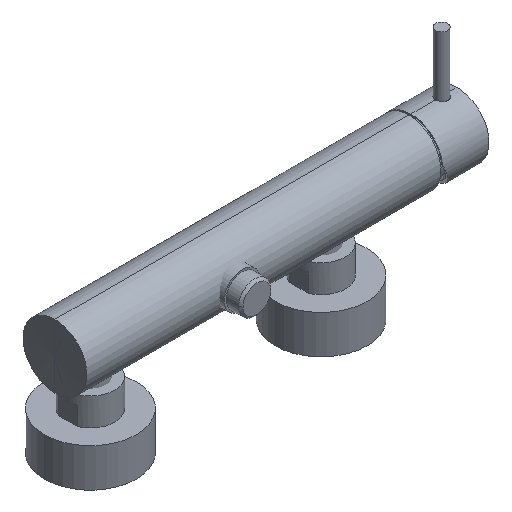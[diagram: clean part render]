
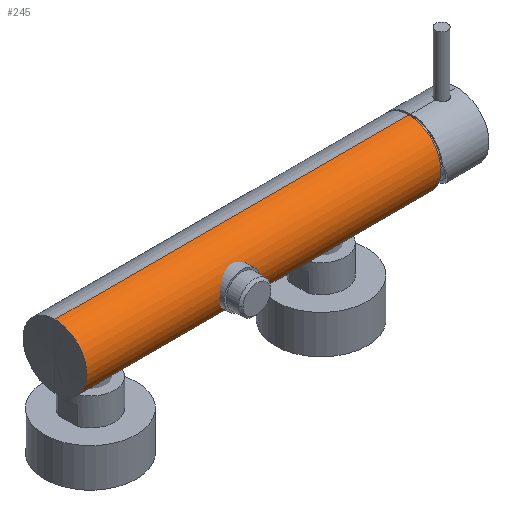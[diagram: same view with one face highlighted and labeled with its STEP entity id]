
A CAD part, isometric view. The second image highlights one B-rep face of the part: STEP entity #245.
In plain terms, the highlighted cylindrical face has radius 20.75 mm (diameter 41.5 mm), a partial arc.
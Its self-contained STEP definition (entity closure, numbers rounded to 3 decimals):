
#35=CARTESIAN_POINT('',(132.,0.,0.));
#36=DIRECTION('',(1.,0.,0.));
#37=DIRECTION('',(0.,0.,1.));
#38=AXIS2_PLACEMENT_3D('',#35,#36,#37);
#40=CARTESIAN_POINT('',(-85.,0.,-20.75));
#58=CARTESIAN_POINT('',(-65.,0.,-20.75));
#60=DIRECTION('',(1.,0.,0.));
#61=VECTOR('',#60,130.);
#62=CARTESIAN_POINT('',(-65.,0.,-20.75));
#63=LINE('',#62,#61);
#64=CARTESIAN_POINT('',(65.,0.,-20.75));
#82=CARTESIAN_POINT('',(85.,0.,-20.75));
#84=DIRECTION('',(1.,0.,0.));
#85=VECTOR('',#84,47.);
#86=CARTESIAN_POINT('',(85.,0.,-20.75));
#87=LINE('',#86,#85);
#93=DIRECTION('',(1.,0.,0.));
#94=VECTOR('',#93,13.);
#95=CARTESIAN_POINT('',(-98.,0.,-20.75));
#96=LINE('',#95,#94);
#97=CARTESIAN_POINT('',(-65.,0.,-20.75));
#98=CARTESIAN_POINT('',(-65.,-0.673,-20.75));
#99=CARTESIAN_POINT('',(-65.133,-1.991,-20.685));
#100=CARTESIAN_POINT('',(-65.72,-3.898,
-20.409));
#101=CARTESIAN_POINT('',(-66.652,-5.619,
-19.998));
#102=CARTESIAN_POINT('',(-67.891,-7.122,
-19.508));
#103=CARTESIAN_POINT('',(-69.398,-8.36,
-19.004));
#104=CARTESIAN_POINT('',(-71.13,-9.291,
-18.56));
#105=CARTESIAN_POINT('',(-73.044,-9.875,
-18.251));
#106=CARTESIAN_POINT('',(-75.059,-10.068,
-18.143));
#107=CARTESIAN_POINT('',(-77.078,-9.851,
-18.264));
#108=CARTESIAN_POINT('',(-78.99,-9.24,
-18.586));
#109=CARTESIAN_POINT('',(-80.697,-8.294,
-19.033));
#110=CARTESIAN_POINT('',(-82.175,-7.054,
-19.532));
#111=CARTESIAN_POINT('',(-83.386,-5.56,
-20.014));
#112=CARTESIAN_POINT('',(-84.297,-3.852,
-20.417));
#113=CARTESIAN_POINT('',(-84.87,-1.967,
-20.687));
#114=CARTESIAN_POINT('',(-85.,-0.665,-20.75));
#115=CARTESIAN_POINT('',(-85.,0.,-20.75));
#117=CARTESIAN_POINT('',(-98.,0.,0.));
#118=DIRECTION('',(1.,0.,0.));
#119=DIRECTION('',(0.,0.,1.));
#120=AXIS2_PLACEMENT_3D('',#117,#118,#119);
#122=DIRECTION('',(1.,0.,0.));
#123=VECTOR('',#122,230.);
#124=CARTESIAN_POINT('',(-98.,0.,20.75));
#125=LINE('',#124,#123);
#126=CARTESIAN_POINT('',(85.,0.,-20.75));
#127=CARTESIAN_POINT('',(85.,-0.665,-20.75));
#128=CARTESIAN_POINT('',(84.87,-1.967,-20.687));
#129=CARTESIAN_POINT('',(84.297,-3.852,-20.417));
#130=CARTESIAN_POINT('',(83.386,-5.56,-20.014));
#131=CARTESIAN_POINT('',(82.175,-7.054,-19.532));
#132=CARTESIAN_POINT('',(80.697,-8.294,-19.033));
#133=CARTESIAN_POINT('',(78.99,-9.24,-18.586));
#134=CARTESIAN_POINT('',(77.078,-9.851,-18.264));
#135=CARTESIAN_POINT('',(75.059,-10.068,-18.143));
#136=CARTESIAN_POINT('',(73.044,-9.875,-18.251));
#137=CARTESIAN_POINT('',(71.13,-9.291,-18.56));
#138=CARTESIAN_POINT('',(69.398,-8.36,-19.004));
#139=CARTESIAN_POINT('',(67.891,-7.122,-19.508));
#140=CARTESIAN_POINT('',(66.652,-5.619,-19.998));
#141=CARTESIAN_POINT('',(65.72,-3.898,-20.409));
#142=CARTESIAN_POINT('',(65.133,-1.991,-20.685));
#143=CARTESIAN_POINT('',(65.,-0.673,-20.75));
#144=CARTESIAN_POINT('',(65.,0.,-20.75));
#154=CARTESIAN_POINT('',(132.,0.,-20.75));
#155=CARTESIAN_POINT('',(132.,0.,20.75));
#156=VERTEX_POINT('',#154);
#157=VERTEX_POINT('',#155);
#158=CARTESIAN_POINT('',(-98.,0.,-20.75));
#159=CARTESIAN_POINT('',(-98.,0.,20.75));
#160=VERTEX_POINT('',#158);
#161=VERTEX_POINT('',#159);
#164=VERTEX_POINT('',#64);
#165=VERTEX_POINT('',#82);
#166=VERTEX_POINT('',#58);
#167=VERTEX_POINT('',#40);
#227=CARTESIAN_POINT('',(-98.,0.,0.));
#228=DIRECTION('',(1.,0.,0.));
#229=DIRECTION('',(0.,0.,-1.));
#230=AXIS2_PLACEMENT_3D('',#227,#228,#229);
#231=CYLINDRICAL_SURFACE('',#230,20.75);
#233=ORIENTED_EDGE('',*,*,#232,.T.);
#234=ORIENTED_EDGE('',*,*,#210,.F.);
#236=ORIENTED_EDGE('',*,*,#235,.F.);
#237=ORIENTED_EDGE('',*,*,#206,.T.);
#238=ORIENTED_EDGE('',*,*,#175,.T.);
#239=ORIENTED_EDGE('',*,*,#203,.F.);
#241=ORIENTED_EDGE('',*,*,#240,.T.);
#242=ORIENTED_EDGE('',*,*,#199,.F.);
#243=EDGE_LOOP('',(#233,#234,#236,#237,#238,#239,#241,#242));
#244=FACE_OUTER_BOUND('',#243,.F.);
#245=ADVANCED_FACE('',(#244),#231,.T.);
#39=CIRCLE('',#38,20.75);
#116=B_SPLINE_CURVE_WITH_KNOTS('',3,(#97,#98,#99,#100,#101,#102,#103,#104,#105,
#106,#107,#108,#109,#110,#111,#112,#113,#114,#115),.UNSPECIFIED.,.F.,.F.,(4,1,1,
1,1,1,1,1,1,1,1,1,1,1,1,1,4),(0.,0.063,0.125,0.188,0.25,0.313,
0.375,0.438,0.5,0.563,0.625,0.688,0.75,0.813,0.875,
0.938,1.),.UNSPECIFIED.);
#121=CIRCLE('',#120,20.75);
#145=B_SPLINE_CURVE_WITH_KNOTS('',3,(#126,#127,#128,#129,#130,#131,#132,#133,
#134,#135,#136,#137,#138,#139,#140,#141,#142,#143,#144),.UNSPECIFIED.,.F.,.F.,
(4,1,1,1,1,1,1,1,1,1,1,1,1,1,1,1,4),(0.,0.063,0.125,0.188,0.25,
0.313,0.375,0.438,0.5,0.563,0.625,0.688,0.75,0.813,
0.875,0.938,1.),.UNSPECIFIED.);
#175=EDGE_CURVE('',#157,#156,#39,.T.);
#199=EDGE_CURVE('',#166,#164,#63,.T.);
#203=EDGE_CURVE('',#165,#156,#87,.T.);
#206=EDGE_CURVE('',#161,#157,#125,.T.);
#210=EDGE_CURVE('',#160,#167,#96,.T.);
#232=EDGE_CURVE('',#166,#167,#116,.T.);
#235=EDGE_CURVE('',#161,#160,#121,.T.);
#240=EDGE_CURVE('',#165,#164,#145,.T.);
